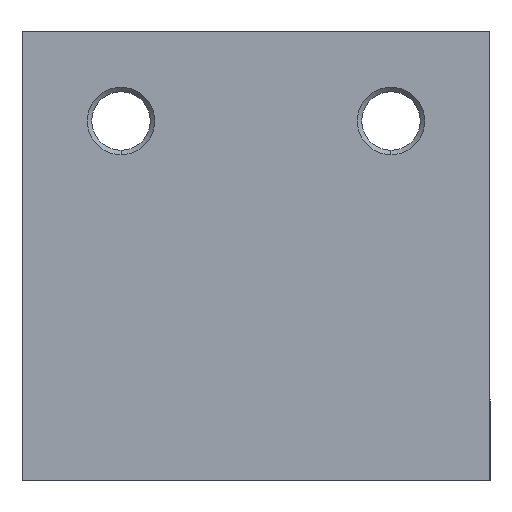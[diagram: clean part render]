
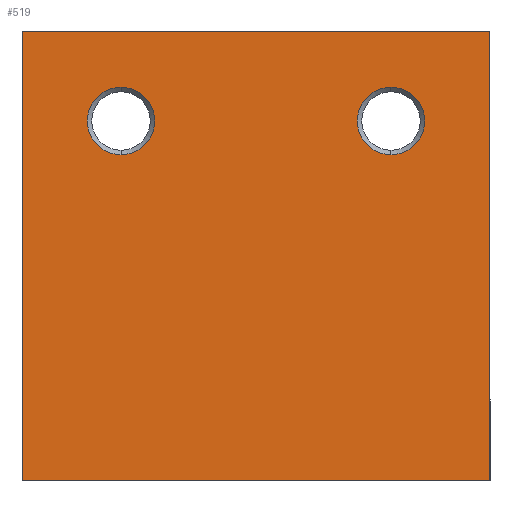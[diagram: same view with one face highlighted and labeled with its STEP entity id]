
A CAD part, front view. The second image highlights one B-rep face of the part: STEP entity #519.
In plain terms, the highlighted planar face has unit normal (0, -1, 0).
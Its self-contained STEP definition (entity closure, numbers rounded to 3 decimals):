
#5 = EDGE_LOOP ( 'NONE', ( #1354, #1478, #1083, #1014 ) ) ;
#30 = ORIENTED_EDGE ( 'NONE', *, *, #878, .T. ) ;
#38 = CARTESIAN_POINT ( 'NONE',  ( 41., 0., -25. ) ) ;
#58 = DIRECTION ( 'NONE',  ( 0., 0., 1. ) ) ;
#85 = DIRECTION ( 'NONE',  ( 0., 0., 1. ) ) ;
#141 = AXIS2_PLACEMENT_3D ( 'NONE', #1585, #333, #844 ) ;
#145 = CARTESIAN_POINT ( 'NONE',  ( -11., 0., -25. ) ) ;
#149 = EDGE_LOOP ( 'NONE', ( #565, #877 ) ) ;
#193 = VERTEX_POINT ( 'NONE', #765 ) ;
#194 = FACE_OUTER_BOUND ( 'NONE', #5, .T. ) ;
#199 = VECTOR ( 'NONE', #1404, 1000. ) ;
#201 = VERTEX_POINT ( 'NONE', #774 ) ;
#243 = CIRCLE ( 'NONE', #694, 3.75 ) ;
#300 = VERTEX_POINT ( 'NONE', #38 ) ;
#305 = PLANE ( 'NONE',  #741 ) ;
#307 = CARTESIAN_POINT ( 'NONE',  ( 0., 0., 15. ) ) ;
#331 = VECTOR ( 'NONE', #1282, 1000. ) ;
#333 = DIRECTION ( 'NONE',  ( 0., -1., 0. ) ) ;
#395 = VERTEX_POINT ( 'NONE', #145 ) ;
#410 = CARTESIAN_POINT ( 'NONE',  ( 30., 0., 18.75 ) ) ;
#444 = VECTOR ( 'NONE', #548, 1000. ) ;
#481 = VECTOR ( 'NONE', #876, 1000. ) ;
#495 = CARTESIAN_POINT ( 'NONE',  ( 30., 0., 11.25 ) ) ;
#506 = CARTESIAN_POINT ( 'NONE',  ( 30., 0., 15. ) ) ;
#519 = ADVANCED_FACE ( 'NONE', ( #1329, #1429, #194 ), #305, .F. ) ;
#524 = DIRECTION ( 'NONE',  ( 0., -1., 0. ) ) ;
#527 = CIRCLE ( 'NONE', #1195, 3.75 ) ;
#532 = VERTEX_POINT ( 'NONE', #685 ) ;
#548 = DIRECTION ( 'NONE',  ( 0., 0., 1. ) ) ;
#565 = ORIENTED_EDGE ( 'NONE', *, *, #1457, .F. ) ;
#593 = CIRCLE ( 'NONE', #141, 3.75 ) ;
#623 = DIRECTION ( 'NONE',  ( 0., 0., 1. ) ) ;
#676 = DIRECTION ( 'NONE',  ( 0., 1., 0. ) ) ;
#685 = CARTESIAN_POINT ( 'NONE',  ( -11., 0., 25. ) ) ;
#694 = AXIS2_PLACEMENT_3D ( 'NONE', #506, #524, #623 ) ;
#732 = EDGE_CURVE ( 'NONE', #300, #201, #749, .T. ) ;
#741 = AXIS2_PLACEMENT_3D ( 'NONE', #1042, #924, #58 ) ;
#749 = LINE ( 'NONE', #1407, #481 ) ;
#765 = CARTESIAN_POINT ( 'NONE',  ( 0., 0., 18.75 ) ) ;
#774 = CARTESIAN_POINT ( 'NONE',  ( 41., 0., 25. ) ) ;
#821 = CARTESIAN_POINT ( 'NONE',  ( 0., 0., 15. ) ) ;
#844 = DIRECTION ( 'NONE',  ( 0., 0., 1. ) ) ;
#876 = DIRECTION ( 'NONE',  ( 0., 0., 1. ) ) ;
#877 = ORIENTED_EDGE ( 'NONE', *, *, #919, .F. ) ;
#878 = EDGE_CURVE ( 'NONE', #193, #1359, #1044, .T. ) ;
#919 = EDGE_CURVE ( 'NONE', #1508, #1465, #593, .T. ) ;
#924 = DIRECTION ( 'NONE',  ( 0., 1., 0. ) ) ;
#967 = DIRECTION ( 'NONE',  ( 0., 1., 0. ) ) ;
#1000 = LINE ( 'NONE', #1516, #199 ) ;
#1014 = ORIENTED_EDGE ( 'NONE', *, *, #1068, .T. ) ;
#1042 = CARTESIAN_POINT ( 'NONE',  ( 15., 0., 25. ) ) ;
#1044 = CIRCLE ( 'NONE', #1616, 3.75 ) ;
#1068 = EDGE_CURVE ( 'NONE', #201, #532, #1000, .T. ) ;
#1083 = ORIENTED_EDGE ( 'NONE', *, *, #732, .T. ) ;
#1150 = CARTESIAN_POINT ( 'NONE',  ( 15., 0., -25. ) ) ;
#1182 = EDGE_CURVE ( 'NONE', #395, #532, #1222, .T. ) ;
#1195 = AXIS2_PLACEMENT_3D ( 'NONE', #307, #676, #1576 ) ;
#1201 = ORIENTED_EDGE ( 'NONE', *, *, #1236, .T. ) ;
#1222 = LINE ( 'NONE', #1325, #444 ) ;
#1236 = EDGE_CURVE ( 'NONE', #1359, #193, #527, .T. ) ;
#1282 = DIRECTION ( 'NONE',  ( -1., 0., 0. ) ) ;
#1325 = CARTESIAN_POINT ( 'NONE',  ( -11., 0., -25. ) ) ;
#1329 = FACE_BOUND ( 'NONE', #1332, .T. ) ;
#1332 = EDGE_LOOP ( 'NONE', ( #1201, #30 ) ) ;
#1354 = ORIENTED_EDGE ( 'NONE', *, *, #1182, .F. ) ;
#1359 = VERTEX_POINT ( 'NONE', #1497 ) ;
#1399 = LINE ( 'NONE', #1150, #331 ) ;
#1404 = DIRECTION ( 'NONE',  ( -1., 0., 0. ) ) ;
#1407 = CARTESIAN_POINT ( 'NONE',  ( 41., 0., -25. ) ) ;
#1429 = FACE_BOUND ( 'NONE', #149, .T. ) ;
#1457 = EDGE_CURVE ( 'NONE', #1465, #1508, #243, .T. ) ;
#1465 = VERTEX_POINT ( 'NONE', #495 ) ;
#1472 = EDGE_CURVE ( 'NONE', #300, #395, #1399, .T. ) ;
#1478 = ORIENTED_EDGE ( 'NONE', *, *, #1472, .F. ) ;
#1497 = CARTESIAN_POINT ( 'NONE',  ( 0., 0., 11.25 ) ) ;
#1508 = VERTEX_POINT ( 'NONE', #410 ) ;
#1516 = CARTESIAN_POINT ( 'NONE',  ( 15., 0., 25. ) ) ;
#1576 = DIRECTION ( 'NONE',  ( 0., 0., 1. ) ) ;
#1585 = CARTESIAN_POINT ( 'NONE',  ( 30., 0., 15. ) ) ;
#1616 = AXIS2_PLACEMENT_3D ( 'NONE', #821, #967, #85 ) ;
